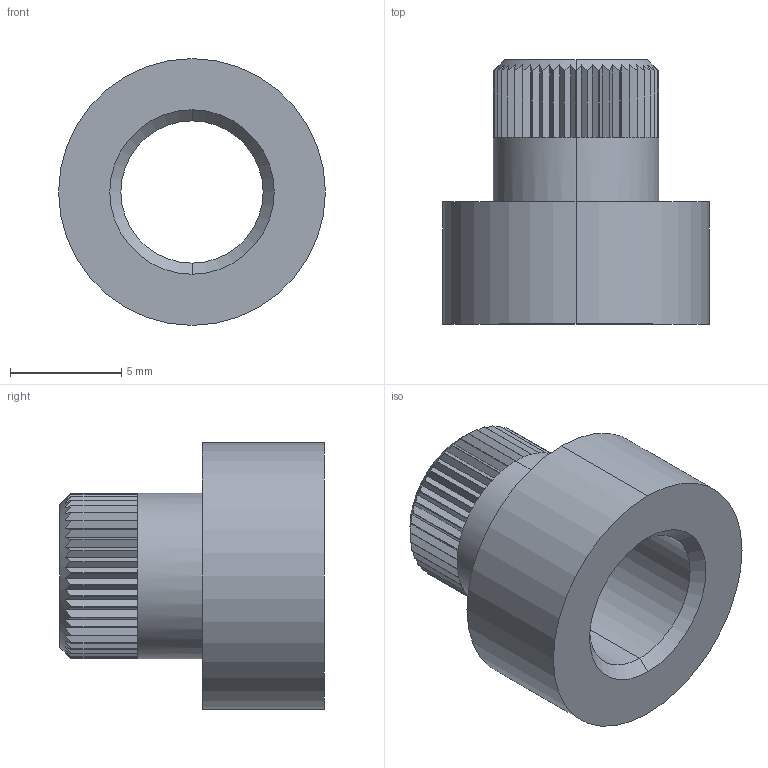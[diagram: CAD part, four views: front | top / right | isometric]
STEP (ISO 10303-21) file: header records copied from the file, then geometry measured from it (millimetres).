
FILE_DESCRIPTION (( 'STEP AP203' ), '1' );
FILE_NAME ('91411-C.STEP', '2013-12-17T16:47:18', ( 'Hajo' ), ( 'Microsoft' ), 'SwSTEP 2.0', 'SolidWorks 2011', '' );
FILE_SCHEMA (( 'CONFIG_CONTROL_DESIGN' ));
Length unit declared in the file: millimetre
Products named in the file (1): 91411-C
Bounding box: 12 x 11.9 x 12 mm (x, y, z)
Volume: 503.7 mm3; surface area: 776.4 mm2
Topology: 1 solids, 1 shells, 148 faces, 431 edges, 286 vertices
Faces by surface type: plane 138, cylinder 6, cone 4
Entity records: 5060 total; most frequent: CARTESIAN_POINT 1136, ORIENTED_EDGE 862, DIRECTION 745, EDGE_CURVE 431, VERTEX_POINT 286, AXIS2_PLACEMENT_3D 255, LINE 235, VECTOR 235
